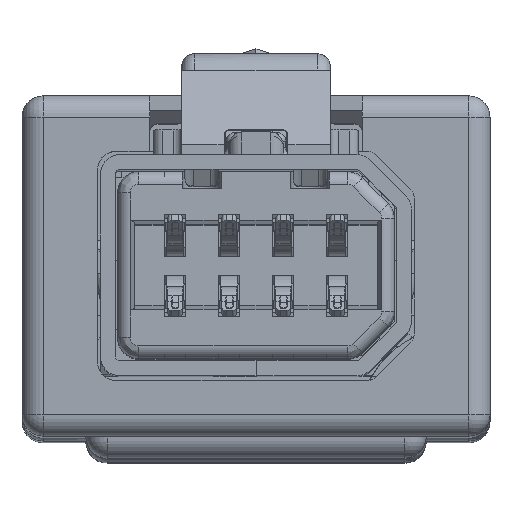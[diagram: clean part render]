
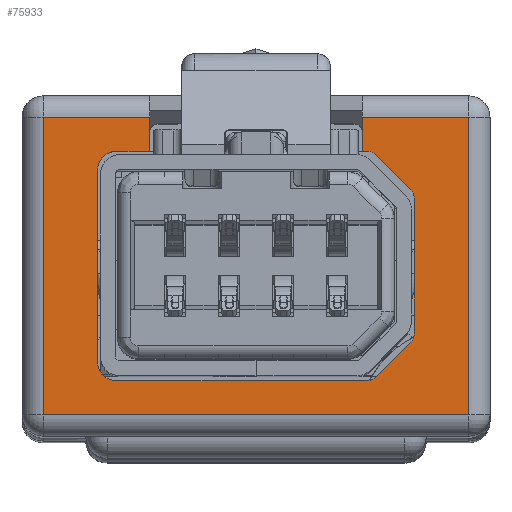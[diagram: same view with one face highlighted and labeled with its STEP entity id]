
A CAD part, top view. The second image highlights one B-rep face of the part: STEP entity #75933.
In plain terms, the highlighted planar face has unit normal (0, 0, 1).
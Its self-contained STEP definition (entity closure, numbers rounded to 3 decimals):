
#816=DIRECTION('',(-0.707,0.707,0.));
#817=VECTOR('',#816,1.166);
#818=CARTESIAN_POINT('',(3.637,1.788,-11.05));
#819=LINE('',#818,#817);
#820=CARTESIAN_POINT('',(2.601,2.4,-11.05));
#821=DIRECTION('',(0.,0.,1.));
#822=DIRECTION('',(0.707,0.707,0.));
#823=AXIS2_PLACEMENT_3D('',#820,#821,#822);
#825=DIRECTION('',(-1.,0.,0.));
#826=VECTOR('',#825,0.101);
#827=CARTESIAN_POINT('',(2.601,2.7,-11.05));
#828=LINE('',#827,#826);
#829=DIRECTION('',(0.,-1.,0.));
#830=VECTOR('',#829,0.8);
#831=CARTESIAN_POINT('',(-2.5,3.5,-11.05));
#832=LINE('',#831,#830);
#833=DIRECTION('',(-1.,0.,0.));
#834=VECTOR('',#833,0.775);
#835=CARTESIAN_POINT('',(-2.5,2.7,-11.05));
#836=LINE('',#835,#834);
#837=CARTESIAN_POINT('',(-3.275,2.25,-11.05));
#838=DIRECTION('',(0.,0.,1.));
#839=DIRECTION('',(0.,1.,0.));
#840=AXIS2_PLACEMENT_3D('',#837,#838,#839);
#842=CARTESIAN_POINT('',(-3.275,-2.25,-11.05));
#843=DIRECTION('',(0.,0.,1.));
#844=DIRECTION('',(-1.,0.,0.));
#845=AXIS2_PLACEMENT_3D('',#842,#843,#844);
#847=DIRECTION('',(1.,0.,0.));
#848=VECTOR('',#847,5.876);
#849=CARTESIAN_POINT('',(-3.275,-2.7,-11.05));
#850=LINE('',#849,#848);
#851=CARTESIAN_POINT('',(2.601,-2.4,-11.05));
#852=DIRECTION('',(0.,0.,1.));
#853=DIRECTION('',(0.,-1.,0.));
#854=AXIS2_PLACEMENT_3D('',#851,#852,#853);
#856=DIRECTION('',(0.707,0.707,0.));
#857=VECTOR('',#856,1.166);
#858=CARTESIAN_POINT('',(2.813,-2.612,-11.05));
#859=LINE('',#858,#857);
#860=CARTESIAN_POINT('',(3.425,-1.576,-11.05));
#861=DIRECTION('',(0.,0.,1.));
#862=DIRECTION('',(0.707,-0.707,0.));
#863=AXIS2_PLACEMENT_3D('',#860,#861,#862);
#865=CARTESIAN_POINT('',(3.425,1.576,-11.05));
#866=DIRECTION('',(0.,0.,1.));
#867=DIRECTION('',(1.,0.,0.));
#868=AXIS2_PLACEMENT_3D('',#865,#866,#867);
#878=DIRECTION('',(0.,-1.,0.));
#879=VECTOR('',#878,3.151);
#880=CARTESIAN_POINT('',(3.725,1.576,-11.05));
#881=LINE('',#880,#879);
#1791=DIRECTION('',(0.,-1.,0.));
#1792=VECTOR('',#1791,0.8);
#1793=CARTESIAN_POINT('',(2.5,3.5,-11.05));
#1794=LINE('',#1793,#1792);
#31377=DIRECTION('',(0.,1.,0.));
#31378=VECTOR('',#31377,7.);
#31379=CARTESIAN_POINT('',(5.,-3.5,-11.05));
#31380=LINE('',#31379,#31378);
#31400=DIRECTION('',(1.,0.,0.));
#31401=VECTOR('',#31400,10.);
#31402=CARTESIAN_POINT('',(-5.,-3.5,-11.05));
#31403=LINE('',#31402,#31401);
#31423=DIRECTION('',(0.,-1.,0.));
#31424=VECTOR('',#31423,7.);
#31425=CARTESIAN_POINT('',(-5.,3.5,-11.05));
#31426=LINE('',#31425,#31424);
#31442=DIRECTION('',(-1.,0.,0.));
#31443=VECTOR('',#31442,2.5);
#31444=CARTESIAN_POINT('',(-2.5,3.5,-11.05));
#31445=LINE('',#31444,#31443);
#31454=DIRECTION('',(-1.,0.,0.));
#31455=VECTOR('',#31454,2.5);
#31456=CARTESIAN_POINT('',(5.,3.5,-11.05));
#31457=LINE('',#31456,#31455);
#56761=DIRECTION('',(0.,1.,0.));
#56762=VECTOR('',#56761,4.5);
#56763=CARTESIAN_POINT('',(-3.725,-2.25,-11.05));
#56764=LINE('',#56763,#56762);
#58883=CARTESIAN_POINT('',(3.725,-1.576,-11.05));
#58884=VERTEX_POINT('',#58883);
#58885=CARTESIAN_POINT('',(3.637,-1.788,-11.05));
#58886=VERTEX_POINT('',#58885);
#58889=CARTESIAN_POINT('',(2.813,-2.612,-11.05));
#58890=VERTEX_POINT('',#58889);
#58893=CARTESIAN_POINT('',(3.637,1.788,-11.05));
#58894=CARTESIAN_POINT('',(2.813,2.612,-11.05));
#58895=VERTEX_POINT('',#58893);
#58896=VERTEX_POINT('',#58894);
#58897=CARTESIAN_POINT('',(2.601,2.7,-11.05));
#58898=VERTEX_POINT('',#58897);
#58899=CARTESIAN_POINT('',(2.5,2.7,-11.05));
#58900=VERTEX_POINT('',#58899);
#58901=CARTESIAN_POINT('',(2.5,3.5,-11.05));
#58902=VERTEX_POINT('',#58901);
#58903=CARTESIAN_POINT('',(5.,3.5,-11.05));
#58904=VERTEX_POINT('',#58903);
#58905=CARTESIAN_POINT('',(5.,-3.5,-11.05));
#58906=VERTEX_POINT('',#58905);
#58907=CARTESIAN_POINT('',(-5.,-3.5,-11.05));
#58908=VERTEX_POINT('',#58907);
#58909=CARTESIAN_POINT('',(-5.,3.5,-11.05));
#58910=VERTEX_POINT('',#58909);
#58911=CARTESIAN_POINT('',(-2.5,3.5,-11.05));
#58912=VERTEX_POINT('',#58911);
#58913=CARTESIAN_POINT('',(-2.5,2.7,-11.05));
#58914=VERTEX_POINT('',#58913);
#58915=CARTESIAN_POINT('',(-3.275,2.7,-11.05));
#58916=VERTEX_POINT('',#58915);
#58917=CARTESIAN_POINT('',(-3.725,2.25,-11.05));
#58918=VERTEX_POINT('',#58917);
#58919=CARTESIAN_POINT('',(-3.725,-2.25,-11.05));
#58920=VERTEX_POINT('',#58919);
#58921=CARTESIAN_POINT('',(-3.275,-2.7,-11.05));
#58922=VERTEX_POINT('',#58921);
#58923=CARTESIAN_POINT('',(2.601,-2.7,-11.05));
#58924=VERTEX_POINT('',#58923);
#58925=CARTESIAN_POINT('',(3.725,1.576,-11.05));
#58926=VERTEX_POINT('',#58925);
#75888=CARTESIAN_POINT('',(-5.5,-4.,-11.05));
#75889=DIRECTION('',(0.,0.,1.));
#75890=DIRECTION('',(1.,0.,0.));
#75891=AXIS2_PLACEMENT_3D('',#75888,#75889,#75890);
#75892=PLANE('',#75891);
#75894=ORIENTED_EDGE('',*,*,#75893,.T.);
#75896=ORIENTED_EDGE('',*,*,#75895,.T.);
#75898=ORIENTED_EDGE('',*,*,#75897,.T.);
#75900=ORIENTED_EDGE('',*,*,#75899,.F.);
#75902=ORIENTED_EDGE('',*,*,#75901,.F.);
#75904=ORIENTED_EDGE('',*,*,#75903,.F.);
#75906=ORIENTED_EDGE('',*,*,#75905,.F.);
#75908=ORIENTED_EDGE('',*,*,#75907,.F.);
#75910=ORIENTED_EDGE('',*,*,#75909,.F.);
#75912=ORIENTED_EDGE('',*,*,#75911,.T.);
#75914=ORIENTED_EDGE('',*,*,#75913,.T.);
#75916=ORIENTED_EDGE('',*,*,#75915,.T.);
#75918=ORIENTED_EDGE('',*,*,#75917,.F.);
#75920=ORIENTED_EDGE('',*,*,#75919,.T.);
#75922=ORIENTED_EDGE('',*,*,#75921,.T.);
#75924=ORIENTED_EDGE('',*,*,#75923,.T.);
#75925=ORIENTED_EDGE('',*,*,#75879,.T.);
#75926=ORIENTED_EDGE('',*,*,#75851,.T.);
#75928=ORIENTED_EDGE('',*,*,#75927,.F.);
#75930=ORIENTED_EDGE('',*,*,#75929,.T.);
#75931=EDGE_LOOP('',(#75894,#75896,#75898,#75900,#75902,#75904,#75906,#75908,
#75910,#75912,#75914,#75916,#75918,#75920,#75922,#75924,#75925,#75926,#75928,
#75930));
#75932=FACE_OUTER_BOUND('',#75931,.F.);
#824=CIRCLE('',#823,0.3);
#841=CIRCLE('',#840,0.45);
#846=CIRCLE('',#845,0.45);
#855=CIRCLE('',#854,0.3);
#864=CIRCLE('',#863,0.3);
#869=CIRCLE('',#868,0.3);
#75851=EDGE_CURVE('',#58886,#58884,#864,.T.);
#75879=EDGE_CURVE('',#58890,#58886,#859,.T.);
#75893=EDGE_CURVE('',#58895,#58896,#819,.T.);
#75895=EDGE_CURVE('',#58896,#58898,#824,.T.);
#75897=EDGE_CURVE('',#58898,#58900,#828,.T.);
#75899=EDGE_CURVE('',#58902,#58900,#1794,.T.);
#75901=EDGE_CURVE('',#58904,#58902,#31457,.T.);
#75903=EDGE_CURVE('',#58906,#58904,#31380,.T.);
#75905=EDGE_CURVE('',#58908,#58906,#31403,.T.);
#75907=EDGE_CURVE('',#58910,#58908,#31426,.T.);
#75909=EDGE_CURVE('',#58912,#58910,#31445,.T.);
#75911=EDGE_CURVE('',#58912,#58914,#832,.T.);
#75913=EDGE_CURVE('',#58914,#58916,#836,.T.);
#75915=EDGE_CURVE('',#58916,#58918,#841,.T.);
#75917=EDGE_CURVE('',#58920,#58918,#56764,.T.);
#75919=EDGE_CURVE('',#58920,#58922,#846,.T.);
#75921=EDGE_CURVE('',#58922,#58924,#850,.T.);
#75923=EDGE_CURVE('',#58924,#58890,#855,.T.);
#75927=EDGE_CURVE('',#58926,#58884,#881,.T.);
#75929=EDGE_CURVE('',#58926,#58895,#869,.T.);
#75933=ADVANCED_FACE('',(#75932),#75892,.T.);
